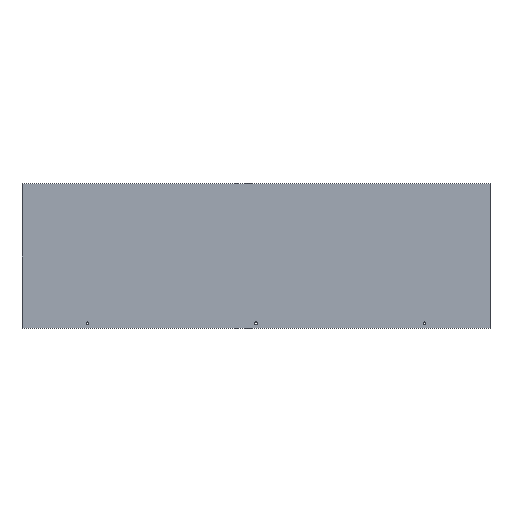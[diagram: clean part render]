
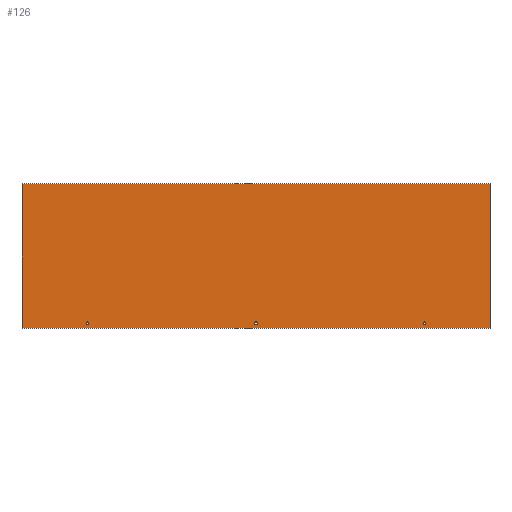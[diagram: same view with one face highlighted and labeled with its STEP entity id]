
A CAD part, top view. The second image highlights one B-rep face of the part: STEP entity #126.
In plain terms, the highlighted planar face has unit normal (0, 0, 1).
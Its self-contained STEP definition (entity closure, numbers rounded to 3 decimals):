
#8 = VERTEX_POINT ( 'NONE', #213 ) ;
#23 = DIRECTION ( 'NONE',  ( 0., -1., 0. ) ) ;
#24 = EDGE_CURVE ( 'NONE', #189, #84, #111, .T. ) ;
#25 = CIRCLE ( 'NONE', #56, 1.5 ) ;
#27 = PLANE ( 'NONE',  #356 ) ;
#28 = CARTESIAN_POINT ( 'NONE',  ( 0., 0., 3. ) ) ;
#29 = EDGE_LOOP ( 'NONE', ( #240, #180 ) ) ;
#32 = EDGE_LOOP ( 'NONE', ( #346, #235 ) ) ;
#36 = VERTEX_POINT ( 'NONE', #269 ) ;
#41 = LINE ( 'NONE', #87, #47 ) ;
#47 = VECTOR ( 'NONE', #186, 1000. ) ;
#52 = EDGE_CURVE ( 'NONE', #36, #205, #25, .T. ) ;
#56 = AXIS2_PLACEMENT_3D ( 'NONE', #380, #91, #387 ) ;
#61 = EDGE_LOOP ( 'NONE', ( #162, #157, #257, #89 ) ) ;
#64 = DIRECTION ( 'NONE',  ( 0., 1., 0. ) ) ;
#66 = FACE_BOUND ( 'NONE', #137, .T. ) ;
#68 = CARTESIAN_POINT ( 'NONE',  ( -175., -70., 3. ) ) ;
#69 = EDGE_CURVE ( 'NONE', #201, #169, #184, .T. ) ;
#73 = VECTOR ( 'NONE', #64, 1000. ) ;
#79 = CARTESIAN_POINT ( 'NONE',  ( -175., -70., 3. ) ) ;
#84 = VERTEX_POINT ( 'NONE', #253 ) ;
#86 = EDGE_CURVE ( 'NONE', #115, #360, #152, .T. ) ;
#87 = CARTESIAN_POINT ( 'NONE',  ( 243., -75., 3. ) ) ;
#88 = DIRECTION ( 'NONE',  ( 0., 0., 1. ) ) ;
#89 = ORIENTED_EDGE ( 'NONE', *, *, #343, .T. ) ;
#91 = DIRECTION ( 'NONE',  ( 0., 0., 1. ) ) ;
#99 = EDGE_CURVE ( 'NONE', #360, #8, #41, .T. ) ;
#102 = DIRECTION ( 'NONE',  ( 1., 0., 0. ) ) ;
#104 = CARTESIAN_POINT ( 'NONE',  ( 243., 75., 3. ) ) ;
#109 = DIRECTION ( 'NONE',  ( 1., 0., 0. ) ) ;
#111 = CIRCLE ( 'NONE', #214, 1.5 ) ;
#114 = DIRECTION ( 'NONE',  ( 1., 0., 0. ) ) ;
#115 = VERTEX_POINT ( 'NONE', #226 ) ;
#122 = CIRCLE ( 'NONE', #306, 1.5 ) ;
#126 = ADVANCED_FACE ( 'NONE', ( #66, #317, #239, #322 ), #27, .T. ) ;
#137 = EDGE_LOOP ( 'NONE', ( #210, #331 ) ) ;
#139 = CARTESIAN_POINT ( 'NONE',  ( 0., -70., 3. ) ) ;
#140 = EDGE_CURVE ( 'NONE', #205, #36, #397, .T. ) ;
#144 = CARTESIAN_POINT ( 'NONE',  ( 243., -75., 3. ) ) ;
#146 = CARTESIAN_POINT ( 'NONE',  ( -173.5, -70., 3. ) ) ;
#151 = AXIS2_PLACEMENT_3D ( 'NONE', #220, #365, #391 ) ;
#152 = LINE ( 'NONE', #187, #245 ) ;
#157 = ORIENTED_EDGE ( 'NONE', *, *, #99, .T. ) ;
#162 = ORIENTED_EDGE ( 'NONE', *, *, #86, .T. ) ;
#168 = LINE ( 'NONE', #104, #324 ) ;
#169 = VERTEX_POINT ( 'NONE', #209 ) ;
#176 = EDGE_CURVE ( 'NONE', #169, #201, #122, .T. ) ;
#180 = ORIENTED_EDGE ( 'NONE', *, *, #297, .F. ) ;
#181 = CARTESIAN_POINT ( 'NONE',  ( 175., -70., 3. ) ) ;
#184 = CIRCLE ( 'NONE', #151, 1.5 ) ;
#186 = DIRECTION ( 'NONE',  ( 1., 0., 0. ) ) ;
#187 = CARTESIAN_POINT ( 'NONE',  ( -243., -75., 3. ) ) ;
#188 = AXIS2_PLACEMENT_3D ( 'NONE', #68, #197, #114 ) ;
#189 = VERTEX_POINT ( 'NONE', #146 ) ;
#197 = DIRECTION ( 'NONE',  ( 0., 0., 1. ) ) ;
#201 = VERTEX_POINT ( 'NONE', #311 ) ;
#205 = VERTEX_POINT ( 'NONE', #287 ) ;
#209 = CARTESIAN_POINT ( 'NONE',  ( -1.5, -70., 3. ) ) ;
#210 = ORIENTED_EDGE ( 'NONE', *, *, #140, .F. ) ;
#213 = CARTESIAN_POINT ( 'NONE',  ( 243., -75., 3. ) ) ;
#214 = AXIS2_PLACEMENT_3D ( 'NONE', #79, #88, #231 ) ;
#219 = CIRCLE ( 'NONE', #188, 1.5 ) ;
#220 = CARTESIAN_POINT ( 'NONE',  ( 0., -70., 3. ) ) ;
#221 = DIRECTION ( 'NONE',  ( 0., 0., 1. ) ) ;
#226 = CARTESIAN_POINT ( 'NONE',  ( -243., 75., 3. ) ) ;
#231 = DIRECTION ( 'NONE',  ( 1., 0., 0. ) ) ;
#235 = ORIENTED_EDGE ( 'NONE', *, *, #176, .F. ) ;
#239 = FACE_BOUND ( 'NONE', #32, .T. ) ;
#240 = ORIENTED_EDGE ( 'NONE', *, *, #24, .F. ) ;
#245 = VECTOR ( 'NONE', #23, 1000. ) ;
#250 = DIRECTION ( 'NONE',  ( 0., 0., 1. ) ) ;
#253 = CARTESIAN_POINT ( 'NONE',  ( -176.5, -70., 3. ) ) ;
#257 = ORIENTED_EDGE ( 'NONE', *, *, #366, .T. ) ;
#268 = LINE ( 'NONE', #144, #73 ) ;
#269 = CARTESIAN_POINT ( 'NONE',  ( 173.5, -70., 3. ) ) ;
#270 = DIRECTION ( 'NONE',  ( -1., 0., 0. ) ) ;
#280 = CARTESIAN_POINT ( 'NONE',  ( -243., -75., 3. ) ) ;
#287 = CARTESIAN_POINT ( 'NONE',  ( 176.5, -70., 3. ) ) ;
#297 = EDGE_CURVE ( 'NONE', #84, #189, #219, .T. ) ;
#306 = AXIS2_PLACEMENT_3D ( 'NONE', #139, #250, #102 ) ;
#307 = DIRECTION ( 'NONE',  ( 1., 0., 0. ) ) ;
#311 = CARTESIAN_POINT ( 'NONE',  ( 1.5, -70., 3. ) ) ;
#314 = CARTESIAN_POINT ( 'NONE',  ( 243., 75., 3. ) ) ;
#317 = FACE_BOUND ( 'NONE', #29, .T. ) ;
#322 = FACE_OUTER_BOUND ( 'NONE', #61, .T. ) ;
#324 = VECTOR ( 'NONE', #270, 1000. ) ;
#331 = ORIENTED_EDGE ( 'NONE', *, *, #52, .F. ) ;
#333 = AXIS2_PLACEMENT_3D ( 'NONE', #181, #349, #109 ) ;
#343 = EDGE_CURVE ( 'NONE', #406, #115, #168, .T. ) ;
#346 = ORIENTED_EDGE ( 'NONE', *, *, #69, .F. ) ;
#349 = DIRECTION ( 'NONE',  ( 0., 0., 1. ) ) ;
#356 = AXIS2_PLACEMENT_3D ( 'NONE', #28, #221, #307 ) ;
#360 = VERTEX_POINT ( 'NONE', #280 ) ;
#365 = DIRECTION ( 'NONE',  ( 0., 0., 1. ) ) ;
#366 = EDGE_CURVE ( 'NONE', #8, #406, #268, .T. ) ;
#380 = CARTESIAN_POINT ( 'NONE',  ( 175., -70., 3. ) ) ;
#387 = DIRECTION ( 'NONE',  ( 1., 0., 0. ) ) ;
#391 = DIRECTION ( 'NONE',  ( 1., 0., 0. ) ) ;
#397 = CIRCLE ( 'NONE', #333, 1.5 ) ;
#406 = VERTEX_POINT ( 'NONE', #314 ) ;
